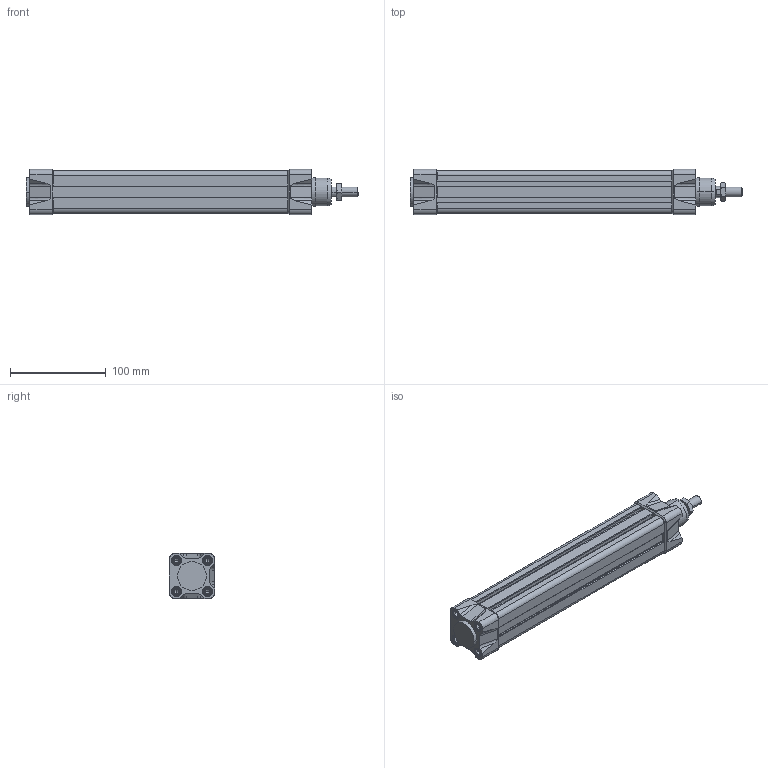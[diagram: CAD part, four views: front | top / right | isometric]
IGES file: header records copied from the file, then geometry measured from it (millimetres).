
Start section: SolidWorks IGES file using analytic representation for surfaces
Global section: file name: 33HCL_001_032_0200.IGS; native system: SolidWorks 2013; preprocessor: SolidWorks 2013; author: technolog; date: 140625.111818; units: millimetre
Bounding box: 346 x 47 x 47 mm (x, y, z)
Volume: 367291.8 mm3; surface area: 159140.9 mm2
Topology: 13 solids, 13 shells, 658 faces, 3036 edges, 3961 vertices
Faces by surface type: plane 326, revolution 319, bspline 13
